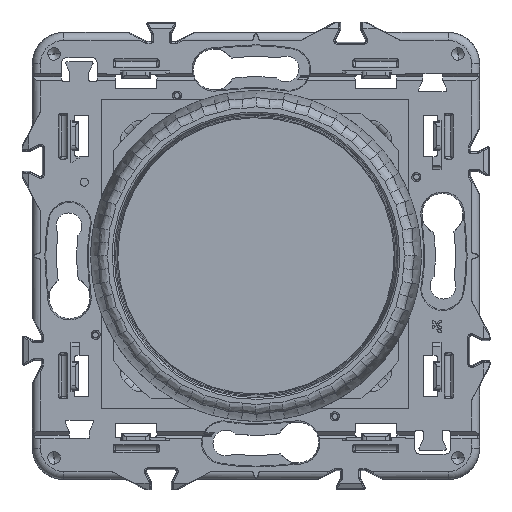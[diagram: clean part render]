
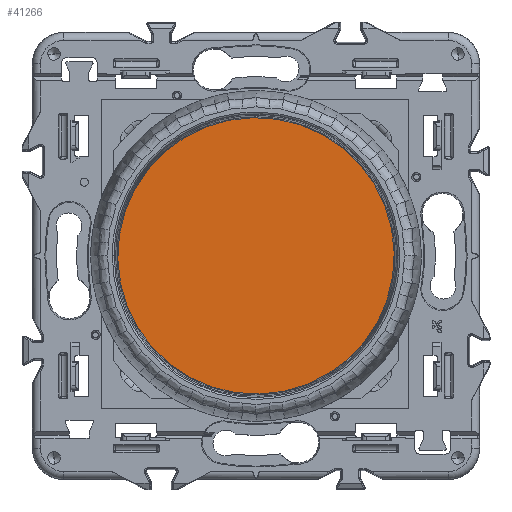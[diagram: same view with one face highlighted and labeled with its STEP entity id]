
A CAD part, top view. The second image highlights one B-rep face of the part: STEP entity #41266.
In plain terms, the highlighted planar face has unit normal (0, 0, 1).
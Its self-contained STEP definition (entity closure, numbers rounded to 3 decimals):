
#41214=AXIS2_PLACEMENT_3D('Circle Axis2P3D',#41212,#41213,$) ;
#41246=AXIS2_PLACEMENT_3D('Circle Axis2P3D',#41244,#41245,$) ;
#41260=AXIS2_PLACEMENT_3D('Plane Axis2P3D',#41257,#41258,#41259) ;
#41209=CARTESIAN_POINT('Vertex',(10.499,19.219,17.135)) ;
#41212=CARTESIAN_POINT('Axis2P3D Location',(0.,0.,17.135)) ;
#41216=CARTESIAN_POINT('Vertex',(-10.499,-19.219,17.135)) ;
#41244=CARTESIAN_POINT('Axis2P3D Location',(0.,0.,17.135)) ;
#41257=CARTESIAN_POINT('Axis2P3D Location',(0.,0.,17.135)) ;
#41213=DIRECTION('Axis2P3D Direction',(0.,0.,1.)) ;
#41245=DIRECTION('Axis2P3D Direction',(0.,0.,1.)) ;
#41258=DIRECTION('Axis2P3D Direction',(0.,0.,-1.)) ;
#41259=DIRECTION('Axis2P3D XDirection',(1.,0.,0.)) ;
#41263=ORIENTED_EDGE('',*,*,#41218,.F.) ;
#41264=ORIENTED_EDGE('',*,*,#41248,.F.) ;
#41266=ADVANCED_FACE('Doigt rotary Celiane D53.1\\Doigt central \\EE02303',(#41265),#41261,.F.) ;
#41215=CIRCLE('generated circle',#41214,21.9) ;
#41247=CIRCLE('generated circle',#41246,21.9) ;
#41218=EDGE_CURVE('',#41210,#41217,#41215,.F.) ;
#41248=EDGE_CURVE('',#41217,#41210,#41247,.F.) ;
#41262=EDGE_LOOP('',(#41263,#41264)) ;
#41265=FACE_OUTER_BOUND('',#41262,.T.) ;
#41261=PLANE('',#41260) ;
#41210=VERTEX_POINT('',#41209) ;
#41217=VERTEX_POINT('',#41216) ;
